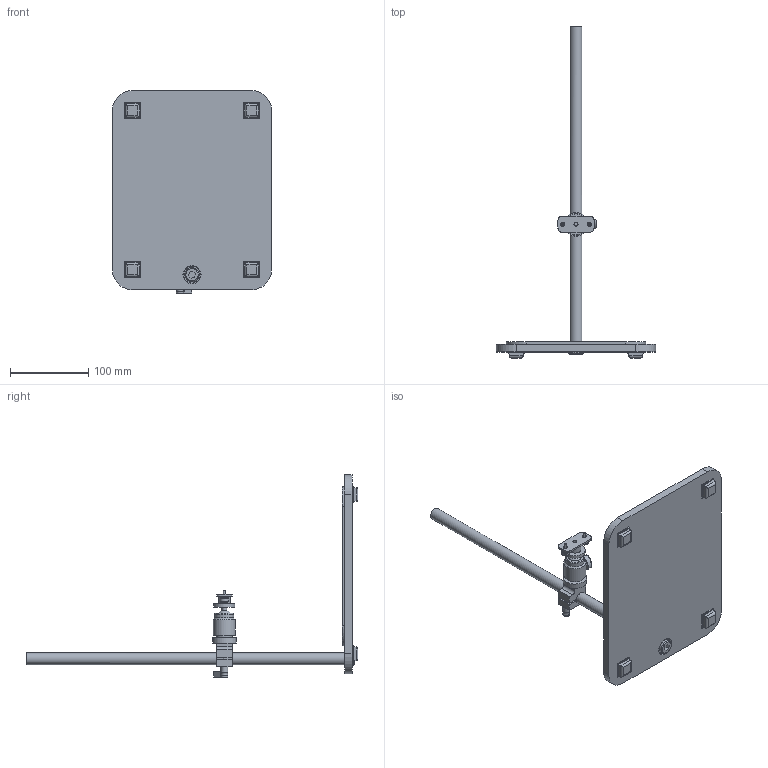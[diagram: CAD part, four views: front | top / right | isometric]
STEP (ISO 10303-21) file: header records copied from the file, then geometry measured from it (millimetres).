
FILE_DESCRIPTION (( 'STEP AP203' ), '1' );
FILE_NAME ('42390 LIGHT STAND.STEP', '2019-03-06T14:26:15', ( '' ), ( '' ), 'SwSTEP 2.0', 'SolidWorks 2017', '' );
FILE_SCHEMA (( 'CONFIG_CONTROL_DESIGN' ));
Length unit declared in the file: inch
Products named in the file (1): 42390 LIGHT STAND
Bounding box: 203.2 x 423.55 x 258.75 mm (x, y, z)
Volume: 723719.6 mm3; surface area: 149442.7 mm2
Topology: 1 solids, 1 shells, 296 faces, 785 edges, 532 vertices
Faces by surface type: plane 145, cylinder 96, cone 26, bspline 20, torus 9
Full cylindrical faces by diameter (mm): 2.387 x2, 3 x2, 3.6 x2, 4 x1, 4.658 x2, 5.105 x1, 5.48 x2, 5.5 x2, 6 x1, 6.576 x2, 7.056 x6, 8 x1, 9 x1, 10.043 x2, 10.2 x1, 10.3 x6, 15 x3, 18 x1, 20 x1, 21.1 x1, 23.019 x1, 24 x1, 26.5 x1, 28 x1, 30.15 x1
Entity records: 17911 total; most frequent: CARTESIAN_POINT 11494, ORIENTED_EDGE 1316, DIRECTION 1092, EDGE_CURVE 658, VERTEX_POINT 500, EDGE_LOOP 430, AXIS2_PLACEMENT_3D 391, FACE_OUTER_BOUND 335
